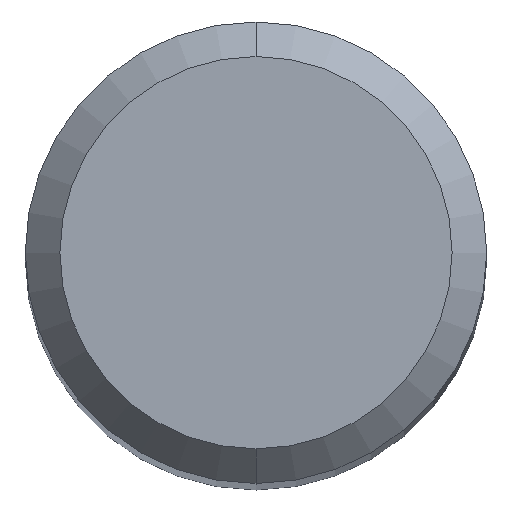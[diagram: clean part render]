
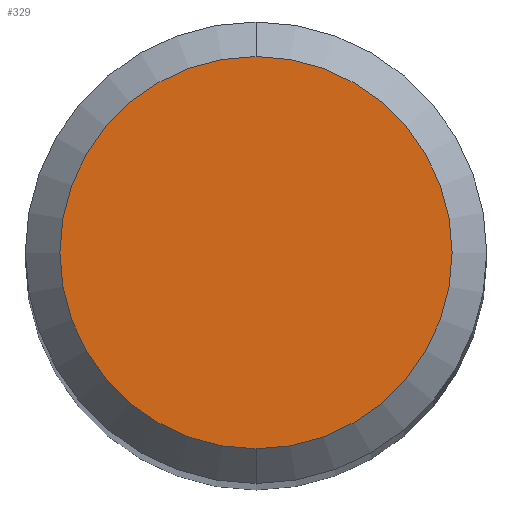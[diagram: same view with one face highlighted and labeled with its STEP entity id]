
A CAD part, top view. The second image highlights one B-rep face of the part: STEP entity #329.
In plain terms, the highlighted planar face has unit normal (0, 0, 1).
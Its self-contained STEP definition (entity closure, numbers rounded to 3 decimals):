
#259=VERTEX_POINT('',#576);
#271=VERTEX_POINT('',#588);
#329=ADVANCED_FACE('',(#653),#654,.T.);
#361=EDGE_CURVE('',#259,#271,#689,.T.);
#463=EDGE_CURVE('',#271,#259,#800,.T.);
#576=CARTESIAN_POINT('',(0.,-1.7,0.0));
#588=CARTESIAN_POINT('',(0.0,1.7,0.0));
#653=FACE_OUTER_BOUND('',#1085,.T.);
#654=PLANE('',#1086);
#689=CIRCLE('',#1215,1.7);
#800=CIRCLE('',#1443,1.7);
#1085=EDGE_LOOP('',(#1648,#1649));
#1086=AXIS2_PLACEMENT_3D('',#1650,#1651,#1652);
#1215=AXIS2_PLACEMENT_3D('',#1685,#1686,#1687);
#1443=AXIS2_PLACEMENT_3D('',#1802,#1803,#1804);
#1648=ORIENTED_EDGE('',*,*,#463,.F.);
#1649=ORIENTED_EDGE('',*,*,#361,.F.);
#1650=CARTESIAN_POINT('',(0.0,0.85,0.0));
#1651=DIRECTION('',(-0.0,0.0,1.0));
#1652=DIRECTION('',(0.0,-1.0,0.0));
#1685=CARTESIAN_POINT('',(0.0,0.0,0.0));
#1686=DIRECTION('',(0.0,0.0,-1.0));
#1687=DIRECTION('',(0.0,1.0,0.0));
#1802=CARTESIAN_POINT('',(0.0,0.0,0.0));
#1803=DIRECTION('',(0.0,0.0,-1.0));
#1804=DIRECTION('',(0.0,1.0,0.0));
